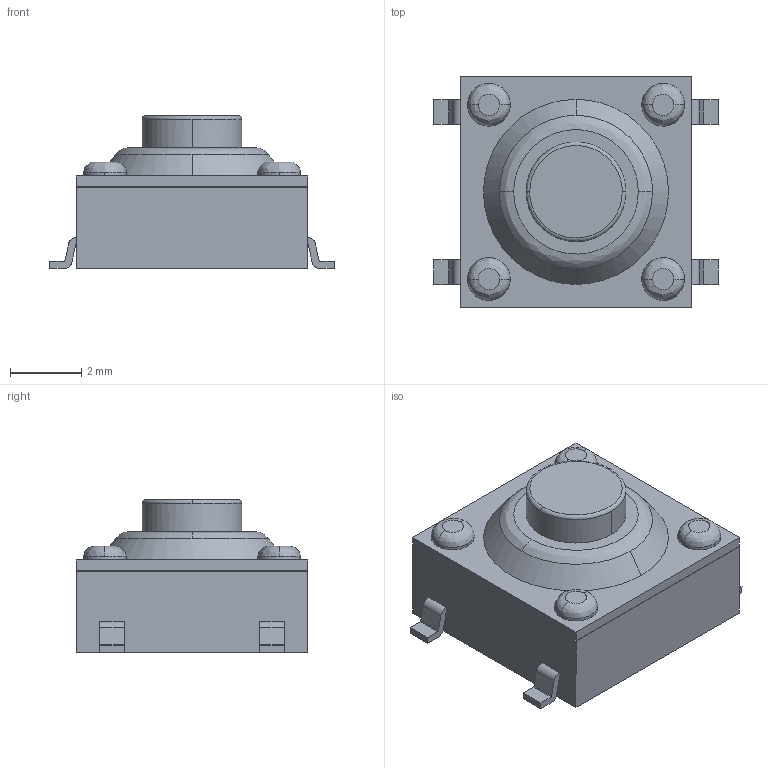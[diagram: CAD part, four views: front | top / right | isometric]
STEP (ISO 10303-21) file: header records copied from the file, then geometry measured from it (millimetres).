
FILE_DESCRIPTION(/* description */ (''),/* implementation_level */ '2;1');
FILE_NAME(/* name */ 'CHAVET~1',/* time_stamp */ '2015-09-10T17:26:42-03:00',/* author */ (''),/* organization */ (''),/* preprocessor_version */ 'ST-DEVELOPER v14',/* originating_system */ '',/* authorisation */ '');
FILE_SCHEMA (('AUTOMOTIVE_DESIGN'));
Length unit declared in the file: millimetre
Products named in the file (1): Document
Bounding box: 8 x 6.5 x 4.3 mm (x, y, z)
Surface area: 251.8 mm2 (no closed solid volume)
Topology: 0 solids, 104 shells, 104 faces, 570 edges, 570 vertices
Faces by surface type: plane 54, bspline 50
Entity records: 6264 total; most frequent: CARTESIAN_POINT 3368, ORIENTED_EDGE 570, EDGE_CURVE 570, VERTEX_POINT 570, B_SPLINE_CURVE_WITH_KNOTS 338, EDGE_LOOP 124, PRESENTATION_LAYER_ASSIGNMENT 104, SHELL_BASED_SURFACE_MODEL 104
